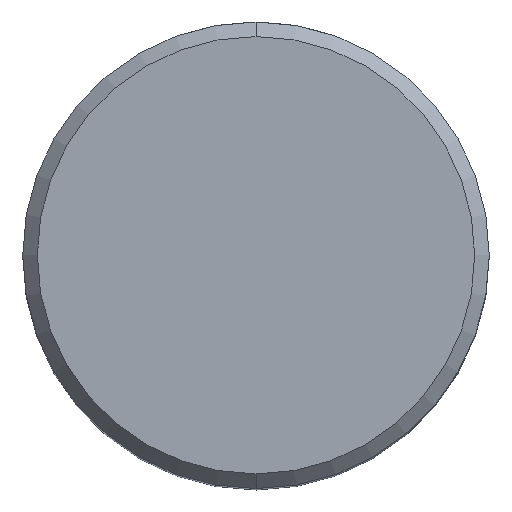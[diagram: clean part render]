
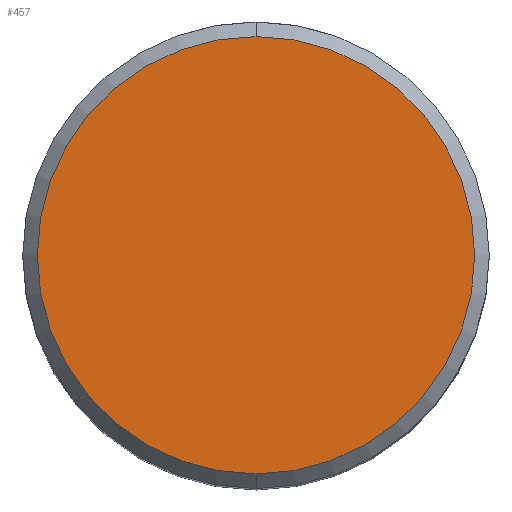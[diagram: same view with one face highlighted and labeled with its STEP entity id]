
A CAD part, top view. The second image highlights one B-rep face of the part: STEP entity #457.
In plain terms, the highlighted planar face has unit normal (0, 0, 1).
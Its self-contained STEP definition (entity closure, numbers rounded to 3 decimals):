
#189=VERTEX_POINT('',#499);
#205=EDGE_CURVE('',#189,#433,#517,.T.);
#281=EDGE_CURVE('',#433,#189,#601,.T.);
#433=VERTEX_POINT('',#765);
#457=ADVANCED_FACE('',(#792),#793,.T.);
#499=CARTESIAN_POINT('',(0.0,15.0,0.0));
#517=CIRCLE('',#912,15.0);
#601=CIRCLE('',#1101,15.0);
#765=CARTESIAN_POINT('',(0.,-15.0,0.0));
#792=FACE_OUTER_BOUND('',#1598,.T.);
#793=PLANE('',#1599);
#912=AXIS2_PLACEMENT_3D('',#1664,#1665,#1666);
#1101=AXIS2_PLACEMENT_3D('',#1764,#1765,#1766);
#1598=EDGE_LOOP('',(#1953,#1954));
#1599=AXIS2_PLACEMENT_3D('',#1955,#1956,#1957);
#1664=CARTESIAN_POINT('',(0.0,0.0,0.0));
#1665=DIRECTION('',(0.0,0.0,-1.0));
#1666=DIRECTION('',(0.0,1.0,0.0));
#1764=CARTESIAN_POINT('',(0.0,0.0,0.0));
#1765=DIRECTION('',(0.0,0.0,-1.0));
#1766=DIRECTION('',(0.0,1.0,0.0));
#1953=ORIENTED_EDGE('',*,*,#205,.F.);
#1954=ORIENTED_EDGE('',*,*,#281,.F.);
#1955=CARTESIAN_POINT('',(0.0,7.5,0.0));
#1956=DIRECTION('',(-0.0,0.0,1.0));
#1957=DIRECTION('',(0.0,-1.0,0.0));
